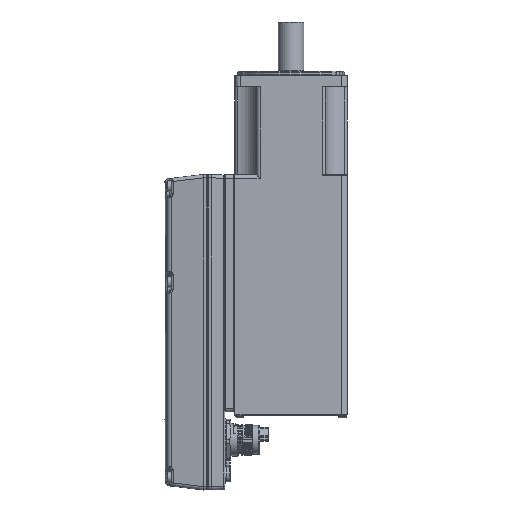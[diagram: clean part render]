
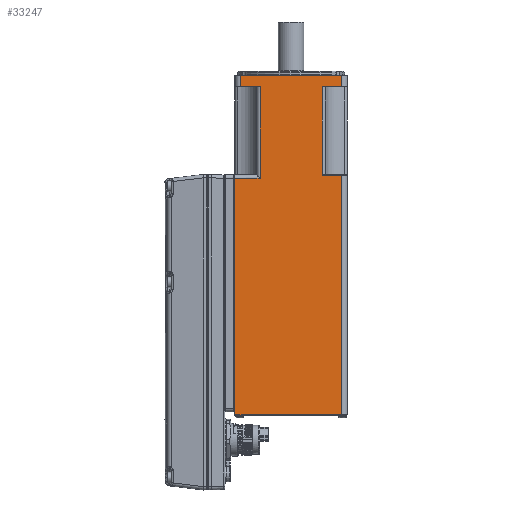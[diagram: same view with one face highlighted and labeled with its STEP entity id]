
A CAD part, left-side view. The second image highlights one B-rep face of the part: STEP entity #33247.
In plain terms, the highlighted planar face has unit normal (1, 0, 0).
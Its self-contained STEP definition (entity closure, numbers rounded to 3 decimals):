
#43=DIRECTION('',(0.,0.,1.));
#44=VECTOR('',#43,179.3);
#45=CARTESIAN_POINT('',(-42.,-38.,-253.9));
#46=LINE('',#45,#44);
#73=DIRECTION('',(0.,-1.,0.));
#74=VECTOR('',#73,0.3);
#75=CARTESIAN_POINT('',(-42.,42.3,-251.4));
#76=LINE('',#75,#74);
#97=DIRECTION('',(0.,0.,1.));
#98=VECTOR('',#97,2.5);
#99=CARTESIAN_POINT('',(-42.,42.,-253.9));
#100=LINE('',#99,#98);
#221=DIRECTION('',(0.,1.,0.));
#222=VECTOR('',#221,80.);
#223=CARTESIAN_POINT('',(-42.,-38.,
-253.9));
#224=LINE('',#223,#222);
#669=DIRECTION('',(0.,0.,1.));
#670=VECTOR('',#669,174.6);
#671=CARTESIAN_POINT('',(-42.,42.3,-251.4));
#672=LINE('',#671,#670);
#716=DIRECTION('',(0.,1.,0.));
#717=VECTOR('',#716,19.073);
#718=CARTESIAN_POINT('',(-42.,23.227,-76.8));
#719=LINE('',#718,#717);
#746=DIRECTION('',(0.,1.,0.));
#747=VECTOR('',#746,14.773);
#748=CARTESIAN_POINT('',(-42.,23.227,-8.5));
#749=LINE('',#748,#747);
#789=DIRECTION('',(0.,0.,-1.));
#790=VECTOR('',#789,8.5);
#791=CARTESIAN_POINT('',(-42.,38.,0.));
#792=LINE('',#791,#790);
#793=DIRECTION('',(0.,1.,0.));
#794=VECTOR('',#793,76.);
#795=CARTESIAN_POINT('',(-42.,-38.,0.));
#796=LINE('',#795,#794);
#945=DIRECTION('',(0.,0.,1.));
#946=VECTOR('',#945,8.5);
#947=CARTESIAN_POINT('',(-42.,-38.,-8.5));
#948=LINE('',#947,#946);
#977=DIRECTION('',(0.,1.,0.));
#978=VECTOR('',#977,14.773);
#979=CARTESIAN_POINT('',(-42.,-38.,-8.5));
#980=LINE('',#979,#978);
#991=DIRECTION('',(0.,0.,1.));
#992=VECTOR('',#991,66.1);
#993=CARTESIAN_POINT('',(-42.,-23.227,-74.6));
#994=LINE('',#993,#992);
#1000=DIRECTION('',(0.,-1.,0.));
#1001=VECTOR('',#1000,14.773);
#1002=CARTESIAN_POINT('',(-42.,-23.227,-74.6));
#1003=LINE('',#1002,#1001);
#24070=DIRECTION('',(0.,0.,-1.));
#24071=VECTOR('',#24070,68.3);
#24072=CARTESIAN_POINT('',(-42.,23.227,-8.5));
#24073=LINE('',#24072,#24071);
#27033=CARTESIAN_POINT('',(-42.,-38.,
-253.9));
#27034=CARTESIAN_POINT('',(-42.,-38.,
-74.6));
#27035=VERTEX_POINT('',#27033);
#27036=VERTEX_POINT('',#27034);
#27037=CARTESIAN_POINT('',(-42.,42.,-253.9));
#27038=VERTEX_POINT('',#27037);
#27039=CARTESIAN_POINT('',(-42.,42.,-251.4));
#27040=VERTEX_POINT('',#27039);
#27041=CARTESIAN_POINT('',(-42.,42.3,-251.4));
#27042=VERTEX_POINT('',#27041);
#27043=CARTESIAN_POINT('',(-42.,42.3,
-76.8));
#27044=VERTEX_POINT('',#27043);
#27045=CARTESIAN_POINT('',(-42.,23.227,-76.8));
#27046=VERTEX_POINT('',#27045);
#27047=CARTESIAN_POINT('',(-42.,23.227,-8.5));
#27048=VERTEX_POINT('',#27047);
#27049=CARTESIAN_POINT('',(-42.,38.,-8.5));
#27050=VERTEX_POINT('',#27049);
#27051=CARTESIAN_POINT('',(-42.,38.,0.));
#27052=VERTEX_POINT('',#27051);
#27053=CARTESIAN_POINT('',(-42.,-38.,0.));
#27054=VERTEX_POINT('',#27053);
#27055=CARTESIAN_POINT('',(-42.,-38.,-8.5));
#27056=VERTEX_POINT('',#27055);
#27057=CARTESIAN_POINT('',(-42.,-23.227,-8.5));
#27058=VERTEX_POINT('',#27057);
#27059=CARTESIAN_POINT('',(-42.,-23.227,-74.6));
#27060=VERTEX_POINT('',#27059);
#33212=CARTESIAN_POINT('',(-42.,2.15,-126.95));
#33213=DIRECTION('',(1.,0.,0.));
#33214=DIRECTION('',(0.,-1.,0.));
#33215=AXIS2_PLACEMENT_3D('',#33212,#33213,#33214);
#33216=PLANE('',#33215);
#33218=ORIENTED_EDGE('',*,*,#33217,.T.);
#33220=ORIENTED_EDGE('',*,*,#33219,.F.);
#33222=ORIENTED_EDGE('',*,*,#33221,.T.);
#33224=ORIENTED_EDGE('',*,*,#33223,.F.);
#33226=ORIENTED_EDGE('',*,*,#33225,.T.);
#33228=ORIENTED_EDGE('',*,*,#33227,.T.);
#33230=ORIENTED_EDGE('',*,*,#33229,.T.);
#33232=ORIENTED_EDGE('',*,*,#33231,.F.);
#33234=ORIENTED_EDGE('',*,*,#33233,.T.);
#33236=ORIENTED_EDGE('',*,*,#33235,.T.);
#33238=ORIENTED_EDGE('',*,*,#33237,.F.);
#33240=ORIENTED_EDGE('',*,*,#33239,.T.);
#33242=ORIENTED_EDGE('',*,*,#33241,.F.);
#33244=ORIENTED_EDGE('',*,*,#33243,.F.);
#33245=EDGE_LOOP('',(#33218,#33220,#33222,#33224,#33226,#33228,#33230,#33232,
#33234,#33236,#33238,#33240,#33242,#33244));
#33246=FACE_OUTER_BOUND('',#33245,.F.);
#33247=ADVANCED_FACE('',(#33246),#33216,.T.);
#33217=EDGE_CURVE('',#27035,#27036,#46,.T.);
#33219=EDGE_CURVE('',#27060,#27036,#1003,.T.);
#33221=EDGE_CURVE('',#27060,#27058,#994,.T.);
#33223=EDGE_CURVE('',#27056,#27058,#980,.T.);
#33225=EDGE_CURVE('',#27056,#27054,#948,.T.);
#33227=EDGE_CURVE('',#27054,#27052,#796,.T.);
#33229=EDGE_CURVE('',#27052,#27050,#792,.T.);
#33231=EDGE_CURVE('',#27048,#27050,#749,.T.);
#33233=EDGE_CURVE('',#27048,#27046,#24073,.T.);
#33235=EDGE_CURVE('',#27046,#27044,#719,.T.);
#33237=EDGE_CURVE('',#27042,#27044,#672,.T.);
#33239=EDGE_CURVE('',#27042,#27040,#76,.T.);
#33241=EDGE_CURVE('',#27038,#27040,#100,.T.);
#33243=EDGE_CURVE('',#27035,#27038,#224,.T.);
